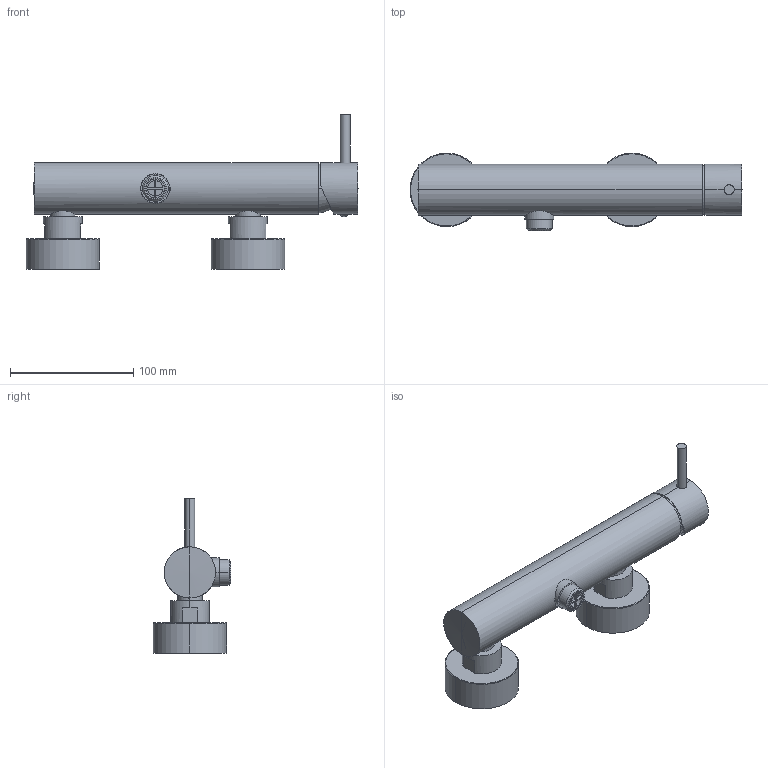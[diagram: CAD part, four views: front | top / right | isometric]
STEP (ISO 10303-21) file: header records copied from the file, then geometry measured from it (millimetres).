
FILE_DESCRIPTION((''),'2;1');
FILE_NAME('BI168LCR','2021-11-03T16:45:21',('ut3'),('PAFFONI SpA'),'CREO PARAMETRIC BY PTC INC, 2020044','CREO PARAMETRIC BY PTC INC, 2020044','');
FILE_SCHEMA(('CONFIG_CONTROL_DESIGN','SHAPE_APPEARANCE_LAYERS_GROUPS'));
Length unit declared in the file: millimetre
Products named in the file (1): BI168LCR
Bounding box: 268.91 x 63 x 125.12 mm (x, y, z)
Volume: 351948.7 mm3; surface area: 117819.1 mm2
Topology: 1 solids, 1 shells, 1261 faces, 3417 edges, 2166 vertices
Faces by surface type: plane 693, cylinder 357, torus 106, cone 85, bspline 10, sphere 10
Entity records: 58627 total; most frequent: CARTESIAN_POINT 13126, ORIENTED_EDGE 6786, DIRECTION 6543, EDGE_CURVE 3393, AXIS2_PLACEMENT_3D 2358, FILL_AREA_STYLE_COLOUR 2247, FILL_AREA_STYLE 2247, SURFACE_STYLE_FILL_AREA 2247
